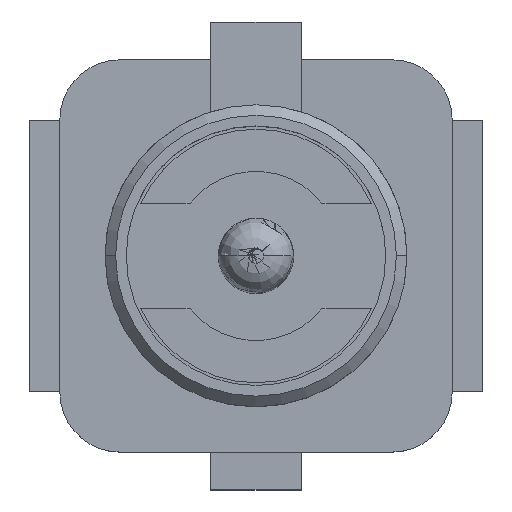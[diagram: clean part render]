
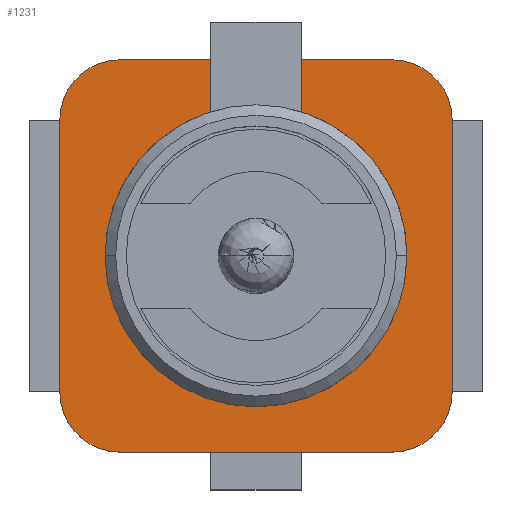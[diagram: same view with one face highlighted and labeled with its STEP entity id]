
A CAD part, top view. The second image highlights one B-rep face of the part: STEP entity #1231.
In plain terms, the highlighted planar face has unit normal (0, 0, 1).
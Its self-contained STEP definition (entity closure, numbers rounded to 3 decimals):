
#116 = VERTEX_POINT('',#117);
#117 = CARTESIAN_POINT('',(-1.,0.,0.35));
#123 = EDGE_CURVE('',#124,#116,#126,.T.);
#124 = VERTEX_POINT('',#125);
#125 = CARTESIAN_POINT('',(1.,0.,0.35));
#126 = CIRCLE('',#127,1.);
#127 = AXIS2_PLACEMENT_3D('',#128,#129,#130);
#128 = CARTESIAN_POINT('',(0.,0.,0.35));
#129 = DIRECTION('',(0.,0.,-1.));
#130 = DIRECTION('',(1.,0.,0.));
#967 = VERTEX_POINT('',#968);
#968 = CARTESIAN_POINT('',(0.9,-1.3,0.35));
#974 = EDGE_CURVE('',#975,#967,#977,.T.);
#975 = VERTEX_POINT('',#976);
#976 = CARTESIAN_POINT('',(-0.9,-1.3,0.35));
#977 = LINE('',#978,#979);
#978 = CARTESIAN_POINT('',(-0.9,-1.3,0.35));
#979 = VECTOR('',#980,1.);
#980 = DIRECTION('',(1.,0.,0.));
#1006 = VERTEX_POINT('',#1007);
#1007 = CARTESIAN_POINT('',(-1.3,0.9,0.35));
#1013 = EDGE_CURVE('',#1014,#1006,#1016,.T.);
#1014 = VERTEX_POINT('',#1015);
#1015 = CARTESIAN_POINT('',(-0.9,1.3,0.35));
#1016 = CIRCLE('',#1017,0.4);
#1017 = AXIS2_PLACEMENT_3D('',#1018,#1019,#1020);
#1018 = CARTESIAN_POINT('',(-0.9,0.9,0.35));
#1019 = DIRECTION('',(0.,0.,1.));
#1020 = DIRECTION('',(-1.,0.,0.));
#1046 = VERTEX_POINT('',#1047);
#1047 = CARTESIAN_POINT('',(-1.3,-0.9,0.35));
#1053 = EDGE_CURVE('',#1006,#1046,#1054,.T.);
#1054 = LINE('',#1055,#1056);
#1055 = CARTESIAN_POINT('',(-1.3,0.9,0.35));
#1056 = VECTOR('',#1057,1.);
#1057 = DIRECTION('',(0.,-1.,0.));
#1069 = EDGE_CURVE('',#1046,#975,#1070,.T.);
#1070 = CIRCLE('',#1071,0.4);
#1071 = AXIS2_PLACEMENT_3D('',#1072,#1073,#1074);
#1072 = CARTESIAN_POINT('',(-0.9,-0.9,0.35));
#1073 = DIRECTION('',(0.,0.,1.));
#1074 = DIRECTION('',(-1.,0.,0.));
#1101 = VERTEX_POINT('',#1102);
#1102 = CARTESIAN_POINT('',(1.3,-0.9,0.35));
#1108 = EDGE_CURVE('',#967,#1101,#1109,.T.);
#1109 = CIRCLE('',#1110,0.4);
#1110 = AXIS2_PLACEMENT_3D('',#1111,#1112,#1113);
#1111 = CARTESIAN_POINT('',(0.9,-0.9,0.35));
#1112 = DIRECTION('',(0.,0.,1.));
#1113 = DIRECTION('',(-1.,0.,0.));
#1134 = VERTEX_POINT('',#1135);
#1135 = CARTESIAN_POINT('',(1.3,0.9,0.35));
#1141 = EDGE_CURVE('',#1101,#1134,#1142,.T.);
#1142 = LINE('',#1143,#1144);
#1143 = CARTESIAN_POINT('',(1.3,0.9,0.35));
#1144 = VECTOR('',#1145,1.);
#1145 = DIRECTION('',(0.,1.,-0.));
#1157 = VERTEX_POINT('',#1158);
#1158 = CARTESIAN_POINT('',(0.9,1.3,0.35));
#1164 = EDGE_CURVE('',#1134,#1157,#1165,.T.);
#1165 = CIRCLE('',#1166,0.4);
#1166 = AXIS2_PLACEMENT_3D('',#1167,#1168,#1169);
#1167 = CARTESIAN_POINT('',(0.9,0.9,0.35));
#1168 = DIRECTION('',(0.,0.,1.));
#1169 = DIRECTION('',(-1.,0.,0.));
#1186 = EDGE_CURVE('',#1187,#1014,#1189,.T.);
#1187 = VERTEX_POINT('',#1188);
#1188 = CARTESIAN_POINT('',(-0.3,1.3,0.35));
#1189 = LINE('',#1190,#1191);
#1190 = CARTESIAN_POINT('',(-0.9,1.3,0.35));
#1191 = VECTOR('',#1192,1.);
#1192 = DIRECTION('',(-1.,0.,0.));
#1211 = VERTEX_POINT('',#1212);
#1212 = CARTESIAN_POINT('',(0.3,1.3,0.35));
#1218 = EDGE_CURVE('',#1157,#1211,#1219,.T.);
#1219 = LINE('',#1220,#1221);
#1220 = CARTESIAN_POINT('',(-0.9,1.3,0.35));
#1221 = VECTOR('',#1222,1.);
#1222 = DIRECTION('',(-1.,0.,0.));
#1231 = ADVANCED_FACE('',(#1232),#1274,.T.);
#1232 = FACE_BOUND('',#1233,.T.);
#1233 = EDGE_LOOP('',(#1234,#1242,#1243,#1244,#1245,#1246,#1247,#1248,
    #1249,#1250,#1251,#1259,#1266,#1267));
#1234 = ORIENTED_EDGE('',*,*,#1235,.F.);
#1235 = EDGE_CURVE('',#1187,#1236,#1238,.T.);
#1236 = VERTEX_POINT('',#1237);
#1237 = CARTESIAN_POINT('',(-0.3,0.954,0.35));
#1238 = LINE('',#1239,#1240);
#1239 = CARTESIAN_POINT('',(-0.3,0.9,0.35));
#1240 = VECTOR('',#1241,1.);
#1241 = DIRECTION('',(0.,-1.,0.));
#1242 = ORIENTED_EDGE('',*,*,#1186,.T.);
#1243 = ORIENTED_EDGE('',*,*,#1013,.T.);
#1244 = ORIENTED_EDGE('',*,*,#1053,.T.);
#1245 = ORIENTED_EDGE('',*,*,#1069,.T.);
#1246 = ORIENTED_EDGE('',*,*,#974,.T.);
#1247 = ORIENTED_EDGE('',*,*,#1108,.T.);
#1248 = ORIENTED_EDGE('',*,*,#1141,.T.);
#1249 = ORIENTED_EDGE('',*,*,#1164,.T.);
#1250 = ORIENTED_EDGE('',*,*,#1218,.T.);
#1251 = ORIENTED_EDGE('',*,*,#1252,.T.);
#1252 = EDGE_CURVE('',#1211,#1253,#1255,.T.);
#1253 = VERTEX_POINT('',#1254);
#1254 = CARTESIAN_POINT('',(0.3,0.954,0.35));
#1255 = LINE('',#1256,#1257);
#1256 = CARTESIAN_POINT('',(0.3,0.9,0.35));
#1257 = VECTOR('',#1258,1.);
#1258 = DIRECTION('',(0.,-1.,0.));
#1259 = ORIENTED_EDGE('',*,*,#1260,.T.);
#1260 = EDGE_CURVE('',#1253,#124,#1261,.T.);
#1261 = CIRCLE('',#1262,1.);
#1262 = AXIS2_PLACEMENT_3D('',#1263,#1264,#1265);
#1263 = CARTESIAN_POINT('',(0.,0.,0.35));
#1264 = DIRECTION('',(0.,0.,-1.));
#1265 = DIRECTION('',(1.,0.,0.));
#1266 = ORIENTED_EDGE('',*,*,#123,.T.);
#1267 = ORIENTED_EDGE('',*,*,#1268,.T.);
#1268 = EDGE_CURVE('',#116,#1236,#1269,.T.);
#1269 = CIRCLE('',#1270,1.);
#1270 = AXIS2_PLACEMENT_3D('',#1271,#1272,#1273);
#1271 = CARTESIAN_POINT('',(0.,0.,0.35));
#1272 = DIRECTION('',(0.,0.,-1.));
#1273 = DIRECTION('',(1.,0.,0.));
#1274 = PLANE('',#1275);
#1275 = AXIS2_PLACEMENT_3D('',#1276,#1277,#1278);
#1276 = CARTESIAN_POINT('',(-0.9,0.9,0.35));
#1277 = DIRECTION('',(0.,0.,1.));
#1278 = DIRECTION('',(-1.,0.,0.));
